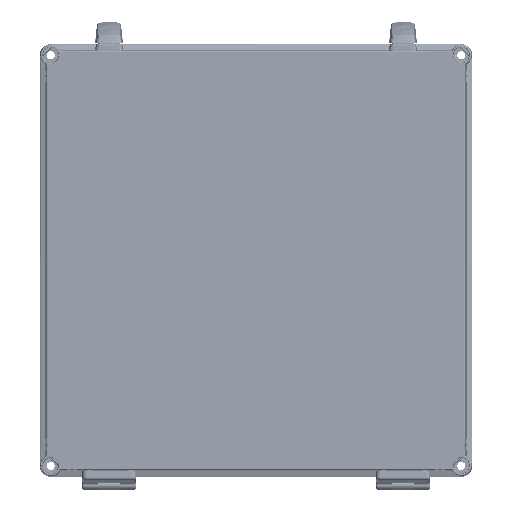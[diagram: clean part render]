
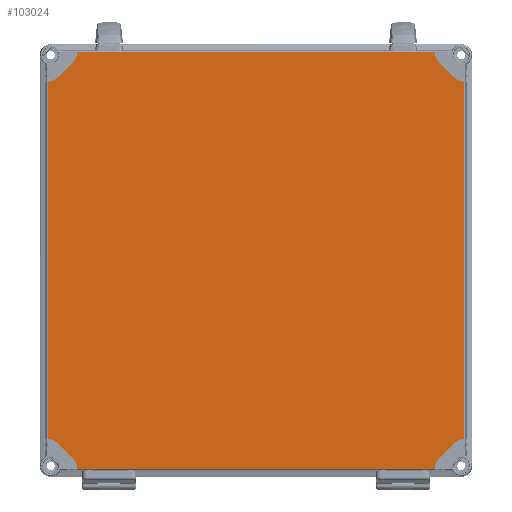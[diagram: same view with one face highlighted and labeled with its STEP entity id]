
A CAD part, top view. The second image highlights one B-rep face of the part: STEP entity #103024.
In plain terms, the highlighted planar face has unit normal (0, 0, 1).
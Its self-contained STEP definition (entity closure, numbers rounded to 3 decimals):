
#88957=CARTESIAN_POINT('',(-179.346,-193.3,30.));
#88958=DIRECTION('',(0.,0.,1.));
#88959=DIRECTION('',(0.999,0.032,0.));
#88960=AXIS2_PLACEMENT_3D('',#88957,#88958,#88959);
#88965=DIRECTION('',(-0.707,0.707,0.));
#88966=VECTOR('',#88965,19.734);
#88967=CARTESIAN_POINT('',(-169.447,-183.401,30.));
#88968=LINE('',#88967,#88966);
#88972=CARTESIAN_POINT('',(-193.3,-179.346,30.));
#88973=DIRECTION('',(0.,0.,1.));
#88974=DIRECTION('',(0.707,0.707,0.));
#88975=AXIS2_PLACEMENT_3D('',#88972,#88973,#88974);
#88980=CARTESIAN_POINT('',(-193.3,179.346,30.));
#88981=DIRECTION('',(0.,0.,1.));
#88982=DIRECTION('',(0.032,-0.999,0.));
#88983=AXIS2_PLACEMENT_3D('',#88980,#88981,#88982);
#88988=DIRECTION('',(0.707,0.707,0.));
#88989=VECTOR('',#88988,19.734);
#88990=CARTESIAN_POINT('',(-183.401,169.447,30.));
#88991=LINE('',#88990,#88989);
#88995=CARTESIAN_POINT('',(-179.346,193.3,30.));
#88996=DIRECTION('',(0.,0.,1.));
#88997=DIRECTION('',(0.707,-0.707,0.));
#88998=AXIS2_PLACEMENT_3D('',#88995,#88996,#88997);
#89003=DIRECTION('',(1.,0.,0.));
#89004=VECTOR('',#89003,330.707);
#89005=CARTESIAN_POINT('',(-165.353,192.851,30.));
#89006=LINE('',#89005,#89004);
#89010=CARTESIAN_POINT('',(179.346,193.3,30.));
#89011=DIRECTION('',(0.,0.,1.));
#89012=DIRECTION('',(-0.999,-0.032,0.));
#89013=AXIS2_PLACEMENT_3D('',#89010,#89011,#89012);
#89018=DIRECTION('',(0.707,-0.707,0.));
#89019=VECTOR('',#89018,19.734);
#89020=CARTESIAN_POINT('',(169.447,183.401,30.));
#89021=LINE('',#89020,#89019);
#89025=CARTESIAN_POINT('',(193.3,179.346,30.));
#89026=DIRECTION('',(0.,0.,1.));
#89027=DIRECTION('',(-0.707,-0.707,0.));
#89028=AXIS2_PLACEMENT_3D('',#89025,#89026,#89027);
#89033=CARTESIAN_POINT('',(193.3,-179.346,30.));
#89034=DIRECTION('',(0.,0.,1.));
#89035=DIRECTION('',(-0.032,0.999,0.));
#89036=AXIS2_PLACEMENT_3D('',#89033,#89034,#89035);
#89041=DIRECTION('',(-0.707,-0.707,0.));
#89042=VECTOR('',#89041,19.734);
#89043=CARTESIAN_POINT('',(183.401,-169.447,30.));
#89044=LINE('',#89043,#89042);
#89048=CARTESIAN_POINT('',(179.346,-193.3,30.));
#89049=DIRECTION('',(0.,0.,1.));
#89050=DIRECTION('',(-0.707,0.707,0.));
#89051=AXIS2_PLACEMENT_3D('',#89048,#89049,#89050);
#92401=DIRECTION('',(1.,0.,0.));
#92402=VECTOR('',#92401,330.707);
#92403=CARTESIAN_POINT('',(-165.353,-192.851,30.));
#92404=LINE('',#92403,#92402);
#92408=CARTESIAN_POINT('',(165.353,-192.851,30.));
#92439=CARTESIAN_POINT('',(-165.353,-192.851,30.));
#92465=DIRECTION('',(0.,1.,0.));
#92466=VECTOR('',#92465,330.707);
#92467=CARTESIAN_POINT('',(192.851,-165.353,30.));
#92468=LINE('',#92467,#92466);
#92536=CARTESIAN_POINT('',(-165.353,192.851,30.));
#92574=CARTESIAN_POINT('',(165.353,192.851,30.));
#92600=DIRECTION('',(0.,-1.,0.));
#92601=VECTOR('',#92600,330.707);
#92602=CARTESIAN_POINT('',(-192.851,165.353,30.));
#92603=LINE('',#92602,#92601);
#99471=CARTESIAN_POINT('',(169.447,183.401,30.));
#99472=CARTESIAN_POINT('',(183.401,169.447,30.));
#99473=VERTEX_POINT('',#99471);
#99474=VERTEX_POINT('',#99472);
#99491=CARTESIAN_POINT('',(-183.401,169.447,30.));
#99492=CARTESIAN_POINT('',(-169.447,183.401,30.));
#99493=VERTEX_POINT('',#99491);
#99494=VERTEX_POINT('',#99492);
#99507=CARTESIAN_POINT('',(183.401,-169.447,30.));
#99508=CARTESIAN_POINT('',(169.447,-183.401,30.));
#99509=VERTEX_POINT('',#99507);
#99510=VERTEX_POINT('',#99508);
#99519=CARTESIAN_POINT('',(-169.447,-183.401,30.));
#99520=CARTESIAN_POINT('',(-183.401,-169.447,30.));
#99521=VERTEX_POINT('',#99519);
#99522=VERTEX_POINT('',#99520);
#99829=VERTEX_POINT('',#92574);
#99841=CARTESIAN_POINT('',(192.851,-165.353,30.));
#99842=CARTESIAN_POINT('',(192.851,165.353,30.));
#99843=VERTEX_POINT('',#99841);
#99844=VERTEX_POINT('',#99842);
#99852=VERTEX_POINT('',#92536);
#99897=CARTESIAN_POINT('',(-192.851,165.353,30.));
#99898=CARTESIAN_POINT('',(-192.851,-165.353,30.));
#99899=VERTEX_POINT('',#99897);
#99900=VERTEX_POINT('',#99898);
#99953=VERTEX_POINT('',#92439);
#99954=VERTEX_POINT('',#92408);
#102985=CARTESIAN_POINT('',(0.,0.,30.));
#102986=DIRECTION('',(0.,0.,1.));
#102987=DIRECTION('',(1.,0.,0.));
#102988=AXIS2_PLACEMENT_3D('',#102985,#102986,#102987);
#102989=PLANE('',#102988);
#102991=ORIENTED_EDGE('',*,*,#102990,.F.);
#102993=ORIENTED_EDGE('',*,*,#102992,.T.);
#102995=ORIENTED_EDGE('',*,*,#102994,.T.);
#102997=ORIENTED_EDGE('',*,*,#102996,.T.);
#102999=ORIENTED_EDGE('',*,*,#102998,.F.);
#103001=ORIENTED_EDGE('',*,*,#103000,.T.);
#103003=ORIENTED_EDGE('',*,*,#103002,.T.);
#103005=ORIENTED_EDGE('',*,*,#103004,.T.);
#103007=ORIENTED_EDGE('',*,*,#103006,.T.);
#103009=ORIENTED_EDGE('',*,*,#103008,.T.);
#103011=ORIENTED_EDGE('',*,*,#103010,.T.);
#103013=ORIENTED_EDGE('',*,*,#103012,.T.);
#103015=ORIENTED_EDGE('',*,*,#103014,.F.);
#103017=ORIENTED_EDGE('',*,*,#103016,.T.);
#103019=ORIENTED_EDGE('',*,*,#103018,.T.);
#103021=ORIENTED_EDGE('',*,*,#103020,.T.);
#103022=EDGE_LOOP('',(#102991,#102993,#102995,#102997,#102999,#103001,#103003,
#103005,#103007,#103009,#103011,#103013,#103015,#103017,#103019,#103021));
#103023=FACE_OUTER_BOUND('',#103022,.F.);
#103024=ADVANCED_FACE('',(#103023),#102989,.T.);
#88961=CIRCLE('',#88960,14.);
#88976=CIRCLE('',#88975,14.);
#88984=CIRCLE('',#88983,14.);
#88999=CIRCLE('',#88998,14.);
#89014=CIRCLE('',#89013,14.);
#89029=CIRCLE('',#89028,14.);
#89037=CIRCLE('',#89036,14.);
#89052=CIRCLE('',#89051,14.);
#102990=EDGE_CURVE('',#99953,#99954,#92404,.T.);
#102992=EDGE_CURVE('',#99953,#99521,#88961,.T.);
#102994=EDGE_CURVE('',#99521,#99522,#88968,.T.);
#102996=EDGE_CURVE('',#99522,#99900,#88976,.T.);
#102998=EDGE_CURVE('',#99899,#99900,#92603,.T.);
#103000=EDGE_CURVE('',#99899,#99493,#88984,.T.);
#103002=EDGE_CURVE('',#99493,#99494,#88991,.T.);
#103004=EDGE_CURVE('',#99494,#99852,#88999,.T.);
#103006=EDGE_CURVE('',#99852,#99829,#89006,.T.);
#103008=EDGE_CURVE('',#99829,#99473,#89014,.T.);
#103010=EDGE_CURVE('',#99473,#99474,#89021,.T.);
#103012=EDGE_CURVE('',#99474,#99844,#89029,.T.);
#103014=EDGE_CURVE('',#99843,#99844,#92468,.T.);
#103016=EDGE_CURVE('',#99843,#99509,#89037,.T.);
#103018=EDGE_CURVE('',#99509,#99510,#89044,.T.);
#103020=EDGE_CURVE('',#99510,#99954,#89052,.T.);
